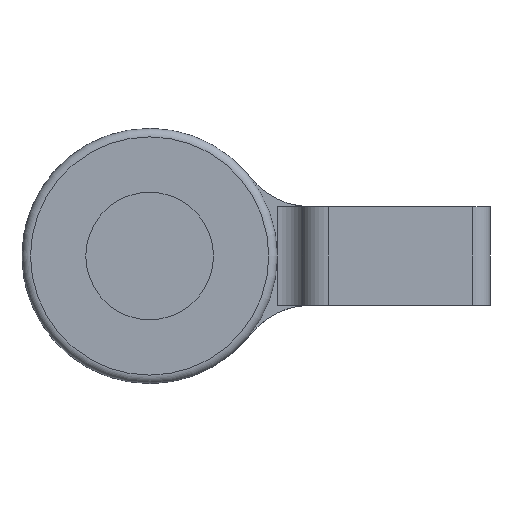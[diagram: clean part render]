
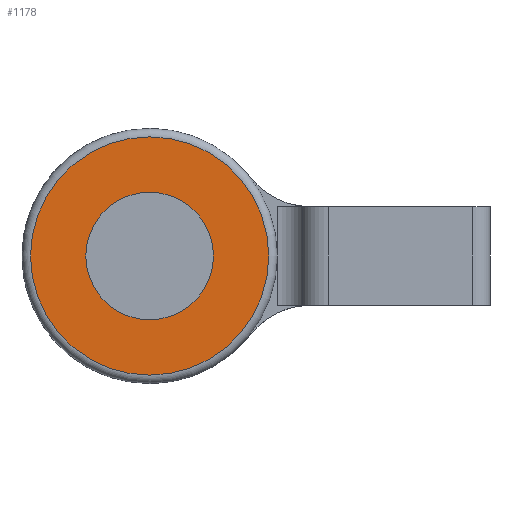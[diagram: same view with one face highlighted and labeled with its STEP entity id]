
A CAD part, front view. The second image highlights one B-rep face of the part: STEP entity #1178.
In plain terms, the highlighted planar face has unit normal (0, -1, 0).
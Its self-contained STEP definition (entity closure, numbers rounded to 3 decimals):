
#21=FACE_BOUND('',#157,.T.);
#40=PLANE('',#1309);
#91=FACE_OUTER_BOUND('',#156,.T.);
#156=EDGE_LOOP('',(#975,#976));
#157=EDGE_LOOP('',(#977,#978));
#233=CIRCLE('',#1307,14.);
#234=CIRCLE('',#1308,14.);
#235=CIRCLE('',#1310,7.5);
#236=CIRCLE('',#1311,7.5);
#576=VERTEX_POINT('',#2002);
#577=VERTEX_POINT('',#2004);
#578=VERTEX_POINT('',#2008);
#579=VERTEX_POINT('',#2009);
#728=EDGE_CURVE('',#576,#577,#233,.T.);
#729=EDGE_CURVE('',#577,#576,#234,.T.);
#730=EDGE_CURVE('',#578,#579,#235,.T.);
#731=EDGE_CURVE('',#579,#578,#236,.T.);
#975=ORIENTED_EDGE('',*,*,#729,.F.);
#976=ORIENTED_EDGE('',*,*,#728,.F.);
#977=ORIENTED_EDGE('',*,*,#730,.T.);
#978=ORIENTED_EDGE('',*,*,#731,.T.);
#1178=ADVANCED_FACE('',(#91,#21),#40,.F.);
#1307=AXIS2_PLACEMENT_3D('',#2005,#1600,#1601);
#1308=AXIS2_PLACEMENT_3D('',#2006,#1602,#1603);
#1309=AXIS2_PLACEMENT_3D('',#2007,#1604,#1605);
#1310=AXIS2_PLACEMENT_3D('',#2010,#1606,#1607);
#1311=AXIS2_PLACEMENT_3D('',#2011,#1608,#1609);
#1600=DIRECTION('center_axis',(0.,1.,0.));
#1601=DIRECTION('ref_axis',(0.,0.,1.));
#1602=DIRECTION('center_axis',(0.,1.,0.));
#1603=DIRECTION('ref_axis',(0.,0.,1.));
#1604=DIRECTION('center_axis',(0.,1.,0.));
#1605=DIRECTION('ref_axis',(0.,0.,1.));
#1606=DIRECTION('center_axis',(0.,1.,0.));
#1607=DIRECTION('ref_axis',(0.,0.,1.));
#1608=DIRECTION('center_axis',(0.,1.,0.));
#1609=DIRECTION('ref_axis',(0.,0.,1.));
#2002=CARTESIAN_POINT('',(-40.,-10.,-14.));
#2004=CARTESIAN_POINT('',(-40.,-10.,14.));
#2005=CARTESIAN_POINT('Origin',(-40.,-10.,0.));
#2006=CARTESIAN_POINT('Origin',(-40.,-10.,0.));
#2007=CARTESIAN_POINT('Origin',(-47.5,-10.,0.));
#2008=CARTESIAN_POINT('',(-40.,-10.,7.5));
#2009=CARTESIAN_POINT('',(-40.,-10.,-7.5));
#2010=CARTESIAN_POINT('Origin',(-40.,-10.,0.));
#2011=CARTESIAN_POINT('Origin',(-40.,-10.,0.));
